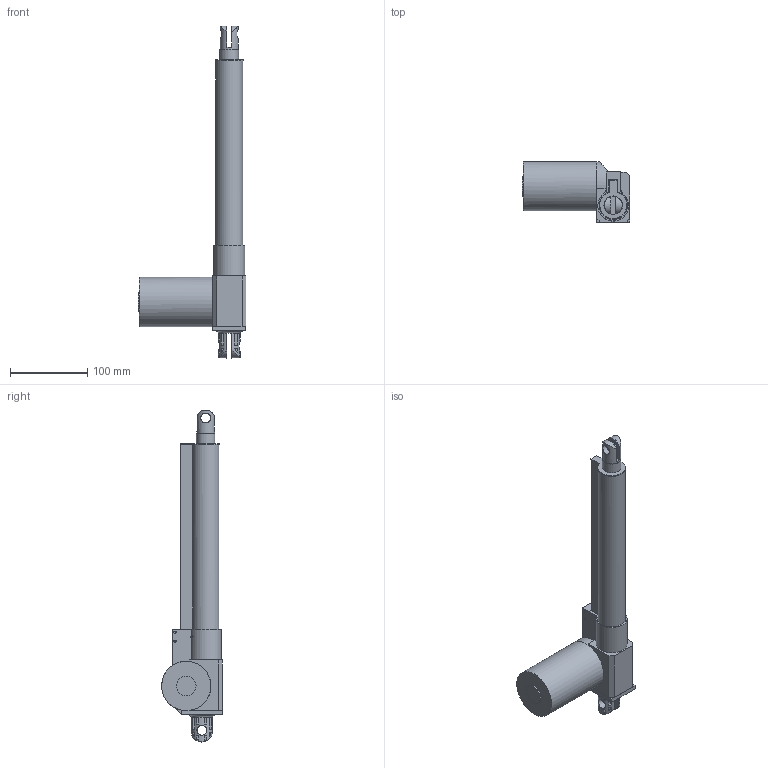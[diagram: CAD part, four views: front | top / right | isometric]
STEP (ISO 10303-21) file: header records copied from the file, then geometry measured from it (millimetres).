
FILE_DESCRIPTION(('FreeCAD Model'),'2;1');
FILE_NAME('FA-400-L-12-9.step','2017-04-28T09:20:12',( 'Technical Support'),('Firgelli Automations Inc'), 'Open CASCADE STEP processor 6.8','FreeCAD','Unknown');
FILE_SCHEMA(('AUTOMOTIVE_DESIGN_CC2 { 1 2 10303 214 -1 1 5 4 }'));
Length unit declared in the file: millimetre
Products named in the file (1): FA-400-L-12-9
Bounding box: 139.7 x 78.63 x 429.86 mm (x, y, z)
Volume: 852923.9 mm3; surface area: 112677.2 mm2
Topology: 1 solids, 1 shells, 178 faces, 435 edges, 281 vertices
Faces by surface type: plane 137, cylinder 40, torus 1
Full cylindrical faces by diameter (mm): 1.27 x2, 1.904 x1, 3 x7, 12.7 x4, 23.213 x1, 24.13 x1, 25.4 x1, 27.94 x1, 63.757 x1
Entity records: 16900 total; most frequent: CARTESIAN_POINT 8465, DIRECTION 1452, ORIENTED_EDGE 874, PCURVE 870, DEFINITIONAL_REPRESENTATION 870, LINE 816, VECTOR 816, EDGE_CURVE 435
